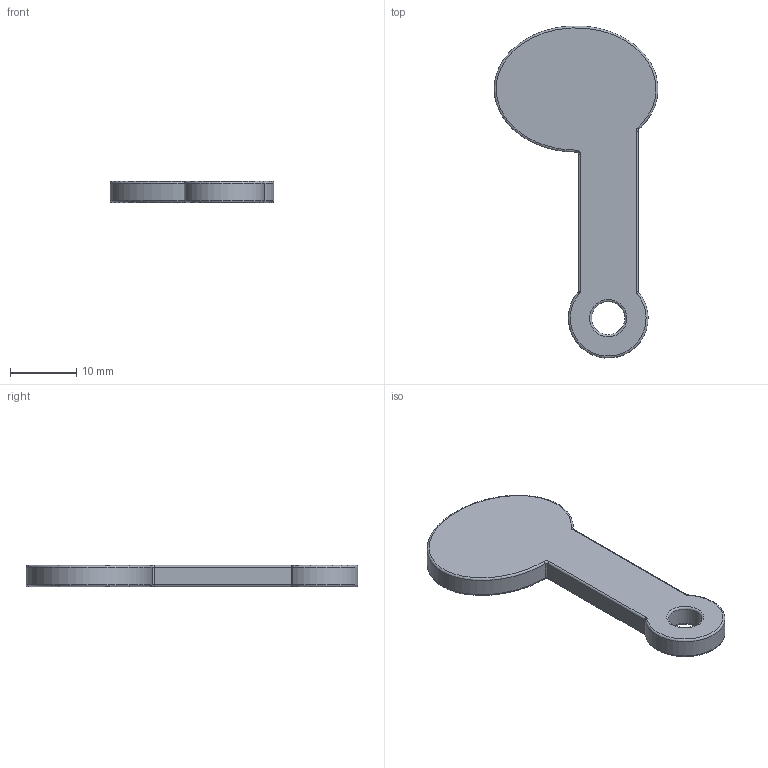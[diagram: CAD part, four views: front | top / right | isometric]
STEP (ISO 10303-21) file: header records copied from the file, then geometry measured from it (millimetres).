
FILE_DESCRIPTION(('FreeCAD Model'),'2;1');
FILE_NAME('Open CASCADE Shape Model','2025-03-07T22:00:22',(''),(''), 'Open CASCADE STEP processor 7.8','FreeCAD','Unknown');
FILE_SCHEMA(('AUTOMOTIVE_DESIGN { 1 0 10303 214 1 1 1 1 }'));
Length unit declared in the file: millimetre
Products named in the file (1): Body
Bounding box: 24.63 x 49.95 x 3.2 mm (x, y, z)
Volume: 2065.4 mm3; surface area: 1728.5 mm2
Topology: 1 solids, 1 shells, 29 faces, 63 edges, 36 vertices
Faces by surface type: torus 12, cylinder 8, bspline 4, plane 4, extrusion 1
Full cylindrical faces by diameter (mm): 5 x1
Entity records: 2313 total; most frequent: CARTESIAN_POINT 1021, DIRECTION 250, ORIENTED_EDGE 126, PCURVE 126, DEFINITIONAL_REPRESENTATION 126, VECTOR 108, LINE 107, AXIS2_PLACEMENT_3D 68
